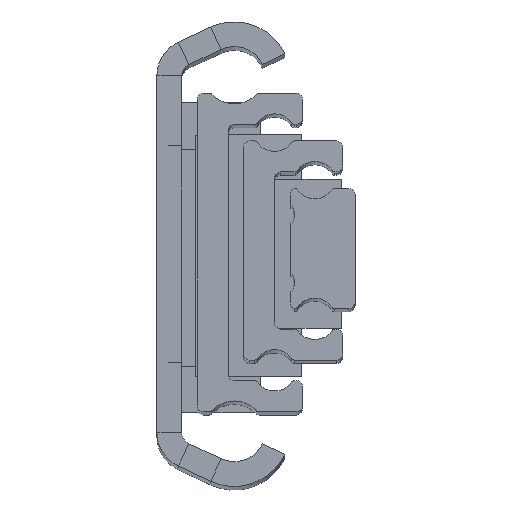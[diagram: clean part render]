
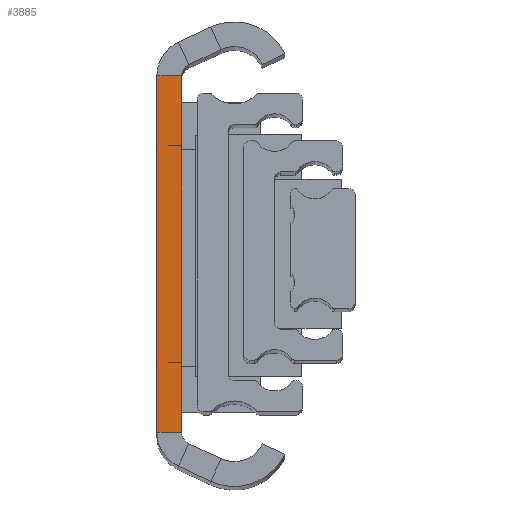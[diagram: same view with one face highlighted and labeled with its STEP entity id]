
A CAD part, top view. The second image highlights one B-rep face of the part: STEP entity #3885.
In plain terms, the highlighted planar face has unit normal (0, 0, 1).
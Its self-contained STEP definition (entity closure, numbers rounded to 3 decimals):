
#16 = VECTOR ( 'NONE', #78, 1000. ) ;
#78 = DIRECTION ( 'NONE',  ( -1., 0., 0. ) ) ;
#130 = VECTOR ( 'NONE', #4286, 1000. ) ;
#254 = DIRECTION ( 'NONE',  ( 0., 0., -1. ) ) ;
#312 = CARTESIAN_POINT ( 'NONE',  ( 0., -28.779, 0. ) ) ;
#514 = CARTESIAN_POINT ( 'NONE',  ( 4., 28.779, 0. ) ) ;
#654 = LINE ( 'NONE', #2565, #16 ) ;
#685 = ORIENTED_EDGE ( 'NONE', *, *, #6346, .F. ) ;
#706 = VERTEX_POINT ( 'NONE', #3592 ) ;
#1067 = ORIENTED_EDGE ( 'NONE', *, *, #1379, .F. ) ;
#1295 = PLANE ( 'NONE',  #5895 ) ;
#1349 = EDGE_LOOP ( 'NONE', ( #685, #1067, #4814, #2603 ) ) ;
#1379 = EDGE_CURVE ( 'NONE', #5287, #3356, #6300, .T. ) ;
#1612 = VECTOR ( 'NONE', #1879, 1000. ) ;
#1688 = VERTEX_POINT ( 'NONE', #312 ) ;
#1745 = FACE_OUTER_BOUND ( 'NONE', #1349, .T. ) ;
#1805 = CARTESIAN_POINT ( 'NONE',  ( 0., 28.779, 0. ) ) ;
#1879 = DIRECTION ( 'NONE',  ( 0., -1., 0. ) ) ;
#2217 = DIRECTION ( 'NONE',  ( 0., -1., 0. ) ) ;
#2220 = EDGE_CURVE ( 'NONE', #706, #1688, #6180, .T. ) ;
#2346 = CARTESIAN_POINT ( 'NONE',  ( 0., -28.779, 0. ) ) ;
#2565 = CARTESIAN_POINT ( 'NONE',  ( 0., 28.779, 0. ) ) ;
#2603 = ORIENTED_EDGE ( 'NONE', *, *, #2220, .T. ) ;
#2751 = DIRECTION ( 'NONE',  ( 0., -1., 0. ) ) ;
#3356 = VERTEX_POINT ( 'NONE', #5929 ) ;
#3592 = CARTESIAN_POINT ( 'NONE',  ( 0., 28.779, 0. ) ) ;
#3885 = ADVANCED_FACE ( 'NONE', ( #1745 ), #1295, .F. ) ;
#4286 = DIRECTION ( 'NONE',  ( -1., 0., 0. ) ) ;
#4326 = CARTESIAN_POINT ( 'NONE',  ( 4., 28.779, 0. ) ) ;
#4719 = CARTESIAN_POINT ( 'NONE',  ( 0., 28.779, 0. ) ) ;
#4814 = ORIENTED_EDGE ( 'NONE', *, *, #5795, .T. ) ;
#5232 = LINE ( 'NONE', #2346, #130 ) ;
#5287 = VERTEX_POINT ( 'NONE', #514 ) ;
#5795 = EDGE_CURVE ( 'NONE', #5287, #706, #654, .T. ) ;
#5895 = AXIS2_PLACEMENT_3D ( 'NONE', #1805, #254, #2217 ) ;
#5929 = CARTESIAN_POINT ( 'NONE',  ( 4., -28.779, 0. ) ) ;
#5967 = VECTOR ( 'NONE', #2751, 1000. ) ;
#6180 = LINE ( 'NONE', #4719, #5967 ) ;
#6300 = LINE ( 'NONE', #4326, #1612 ) ;
#6346 = EDGE_CURVE ( 'NONE', #3356, #1688, #5232, .T. ) ;
